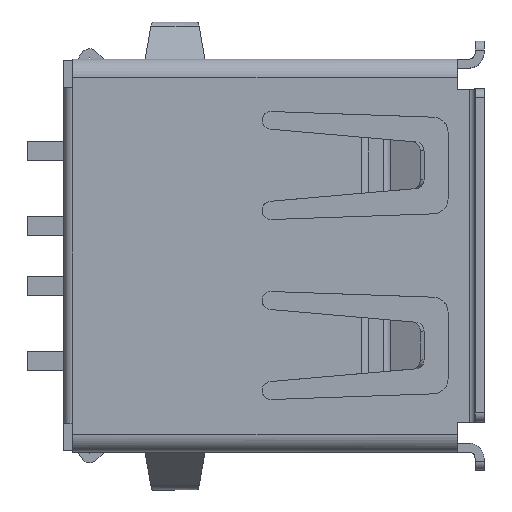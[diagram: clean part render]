
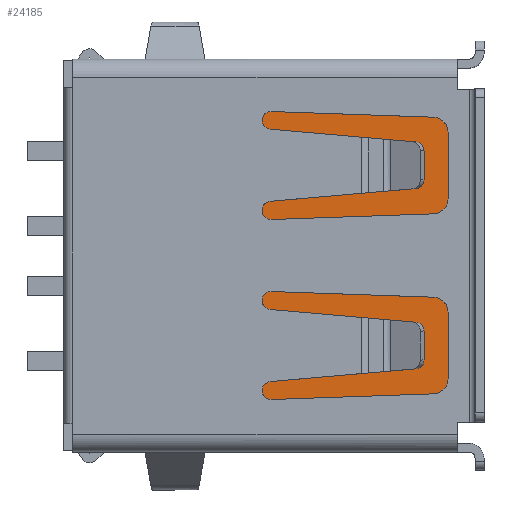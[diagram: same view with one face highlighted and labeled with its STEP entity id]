
A CAD part, top view. The second image highlights one B-rep face of the part: STEP entity #24185.
In plain terms, the highlighted planar face has unit normal (0, 0, 1).
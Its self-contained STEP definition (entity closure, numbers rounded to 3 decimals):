
#280 = DIRECTION ( 'NONE',  ( 1., 0., 0. ) ) ;
#1216 = EDGE_CURVE ( 'NONE', #19945, #26196, #1661, .T. ) ;
#1661 = LINE ( 'NONE', #17606, #13588 ) ;
#1755 = CARTESIAN_POINT ( 'NONE',  ( 12.334, -5.45, -0.9 ) ) ;
#2497 = VECTOR ( 'NONE', #3402, 1000. ) ;
#2848 = AXIS2_PLACEMENT_3D ( 'NONE', #11362, #26915, #13558 ) ;
#3402 = DIRECTION ( 'NONE',  ( -0.866, -0.5, 0. ) ) ;
#3627 = CARTESIAN_POINT ( 'NONE',  ( 12.334, -5.45, -0.9 ) ) ;
#4069 = VERTEX_POINT ( 'NONE', #26561 ) ;
#4177 = EDGE_CURVE ( 'NONE', #9485, #4069, #14441, .T. ) ;
#5903 = EDGE_CURVE ( 'NONE', #15586, #4069, #8474, .T. ) ;
#6633 = EDGE_CURVE ( 'NONE', #26196, #9485, #24192, .T. ) ;
#6942 = EDGE_CURVE ( 'NONE', #19945, #10709, #16822, .T. ) ;
#7125 = VECTOR ( 'NONE', #280, 1000. ) ;
#8023 = LINE ( 'NONE', #26733, #19169 ) ;
#8474 = LINE ( 'NONE', #3627, #2497 ) ;
#9081 = PLANE ( 'NONE',  #2848 ) ;
#9485 = VERTEX_POINT ( 'NONE', #10209 ) ;
#9661 = ORIENTED_EDGE ( 'NONE', *, *, #5903, .F. ) ;
#10006 = ORIENTED_EDGE ( 'NONE', *, *, #4177, .T. ) ;
#10209 = CARTESIAN_POINT ( 'NONE',  ( 4.9, -5.45, -0.9 ) ) ;
#10474 = ORIENTED_EDGE ( 'NONE', *, *, #6633, .T. ) ;
#10709 = VERTEX_POINT ( 'NONE', #14826 ) ;
#10968 = ORIENTED_EDGE ( 'NONE', *, *, #1216, .T. ) ;
#11360 = ORIENTED_EDGE ( 'NONE', *, *, #6942, .F. ) ;
#11362 = CARTESIAN_POINT ( 'NONE',  ( 12.334, -34.829, -0.9 ) ) ;
#11426 = ORIENTED_EDGE ( 'NONE', *, *, #12286, .T. ) ;
#12286 = EDGE_CURVE ( 'NONE', #15586, #10709, #8023, .T. ) ;
#13558 = DIRECTION ( 'NONE',  ( 1., 0., 0. ) ) ;
#13588 = VECTOR ( 'NONE', #17576, 1000. ) ;
#14441 = LINE ( 'NONE', #1755, #7125 ) ;
#14826 = CARTESIAN_POINT ( 'NONE',  ( 12.7, 5.239, -0.9 ) ) ;
#15374 = CARTESIAN_POINT ( 'NONE',  ( 12.7, -5.239, -0.9 ) ) ;
#15586 = VERTEX_POINT ( 'NONE', #15374 ) ;
#16637 = DIRECTION ( 'NONE',  ( 0.866, -0.5, 0. ) ) ;
#16822 = LINE ( 'NONE', #17097, #21383 ) ;
#17097 = CARTESIAN_POINT ( 'NONE',  ( 13.2, 4.95, -0.9 ) ) ;
#17576 = DIRECTION ( 'NONE',  ( -1., 0., 0. ) ) ;
#17606 = CARTESIAN_POINT ( 'NONE',  ( 12.334, 5.45, -0.9 ) ) ;
#18056 = EDGE_LOOP ( 'NONE', ( #11426, #11360, #10968, #10474, #10006, #9661 ) ) ;
#19169 = VECTOR ( 'NONE', #22234, 1000. ) ;
#19826 = CARTESIAN_POINT ( 'NONE',  ( 12.334, 5.45, -0.9 ) ) ;
#19945 = VERTEX_POINT ( 'NONE', #19826 ) ;
#21226 = CARTESIAN_POINT ( 'NONE',  ( 4.9, 5.45, -0.9 ) ) ;
#21383 = VECTOR ( 'NONE', #16637, 1000. ) ;
#22034 = VECTOR ( 'NONE', #23095, 1000. ) ;
#22234 = DIRECTION ( 'NONE',  ( 0., 1., 0. ) ) ;
#22400 = CARTESIAN_POINT ( 'NONE',  ( 4.9, -34.829, -0.9 ) ) ;
#23095 = DIRECTION ( 'NONE',  ( 0., -1., 0. ) ) ;
#24185 = ADVANCED_FACE ( 'NONE', ( #28210 ), #9081, .T. ) ;
#24192 = LINE ( 'NONE', #22400, #22034 ) ;
#26196 = VERTEX_POINT ( 'NONE', #21226 ) ;
#26561 = CARTESIAN_POINT ( 'NONE',  ( 12.334, -5.45, -0.9 ) ) ;
#26733 = CARTESIAN_POINT ( 'NONE',  ( 12.7, -34.829, -0.9 ) ) ;
#26915 = DIRECTION ( 'NONE',  ( 0., 0., 1. ) ) ;
#28210 = FACE_OUTER_BOUND ( 'NONE', #18056, .T. ) ;
